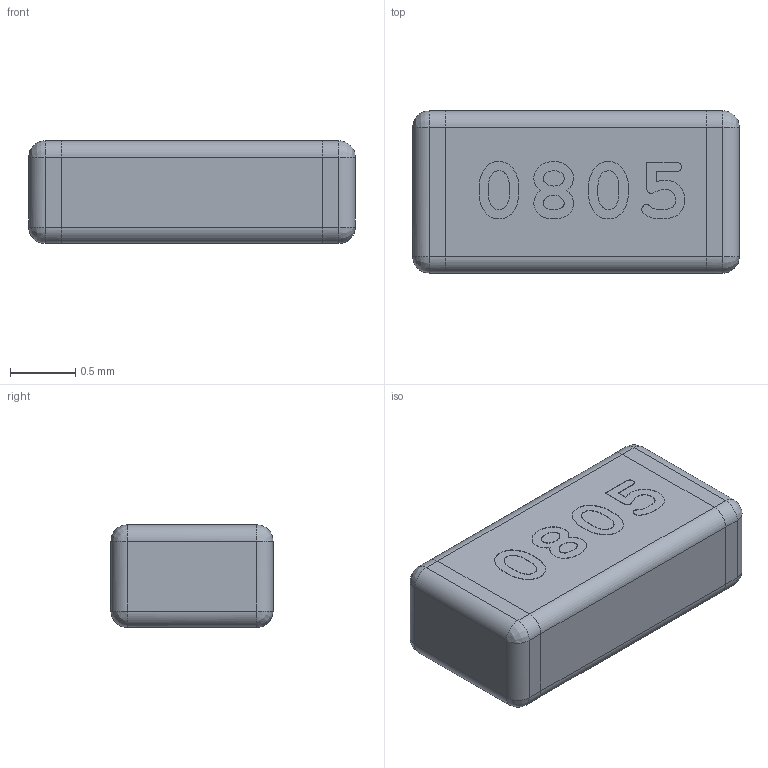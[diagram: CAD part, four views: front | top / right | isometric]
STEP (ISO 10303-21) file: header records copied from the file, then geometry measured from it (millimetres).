
FILE_DESCRIPTION(('FreeCAD Model'),'2;1');
FILE_NAME('Fusion001.step','2017-03-07T12:32:37',( 'Author'),(''),'Open CASCADE STEP processor 6.8','FreeCAD','Unknown' );
FILE_SCHEMA(('AUTOMOTIVE_DESIGN_CC2 { 1 2 10303 214 -1 1 5 4 }'));
Length unit declared in the file: millimetre
Products named in the file (2): ASSEMBLY; Fusion001
Assembly tree (1 placements, depth 2):
  ASSEMBLY
    Fusion001
Bounding box: 2.51 x 1.24 x 0.79 mm (x, y, z)
Volume: 2.4 mm3; surface area: 11.2 mm2
Topology: 1 solids, 1 shells, 117 faces, 289 edges, 174 vertices
Faces by surface type: bspline 63, plane 34, cylinder 20
Entity records: 22201 total; most frequent: CARTESIAN_POINT 16851, ORIENTED_EDGE 562, PCURVE 562, DEFINITIONAL_REPRESENTATION 562, B_SPLINE_CURVE_WITH_KNOTS 556, DIRECTION 407, EDGE_CURVE 281, SURFACE_CURVE 281
